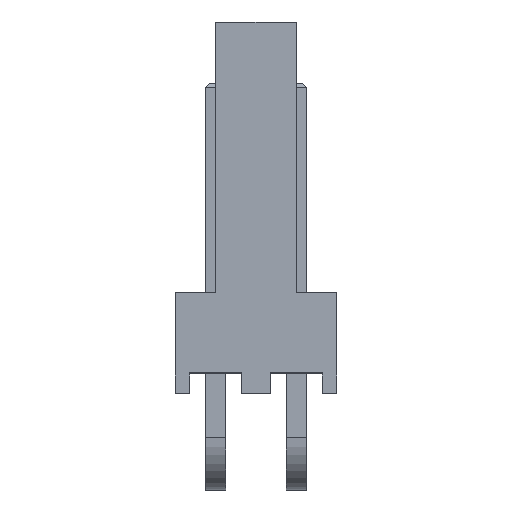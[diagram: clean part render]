
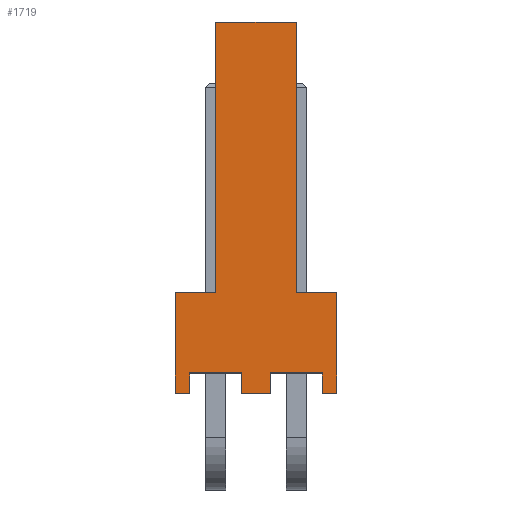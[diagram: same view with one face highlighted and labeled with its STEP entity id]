
A CAD part, top view. The second image highlights one B-rep face of the part: STEP entity #1719.
In plain terms, the highlighted planar face has unit normal (0, 0, 1).
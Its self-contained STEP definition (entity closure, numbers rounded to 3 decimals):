
#1339=CARTESIAN_POINT('',(2.54,5.895,5.842));
#1340=VERTEX_POINT('',#1339);
#1349=CARTESIAN_POINT('',(2.54,2.72,5.842));
#1350=VERTEX_POINT('',#1349);
#1351=CARTESIAN_POINT('',(2.54,2.72,5.842));
#1352=DIRECTION('',(0.0,1.0,0.0));
#1353=VECTOR('',#1352,3.175);
#1354=LINE('',#1351,#1353);
#1355=EDGE_CURVE('',#1350,#1340,#1354,.T.);
#1474=CARTESIAN_POINT('',(2.096,2.72,5.842));
#1475=VERTEX_POINT('',#1474);
#1482=CARTESIAN_POINT('',(2.096,3.355,5.842));
#1483=VERTEX_POINT('',#1482);
#1484=CARTESIAN_POINT('',(2.096,2.72,5.842));
#1485=DIRECTION('',(0.0,1.0,0.0));
#1486=VECTOR('',#1485,0.635);
#1487=LINE('',#1484,#1486);
#1488=EDGE_CURVE('',#1475,#1483,#1487,.T.);
#1506=CARTESIAN_POINT('',(0.445,3.355,5.842));
#1507=VERTEX_POINT('',#1506);
#1508=CARTESIAN_POINT('',(0.445,3.355,5.842));
#1509=DIRECTION('',(1.0,0.0,0.0));
#1510=VECTOR('',#1509,1.651);
#1511=LINE('',#1508,#1510);
#1512=EDGE_CURVE('',#1507,#1483,#1511,.T.);
#1530=CARTESIAN_POINT('',(0.445,2.72,5.842));
#1531=VERTEX_POINT('',#1530);
#1532=CARTESIAN_POINT('',(0.445,2.72,5.842));
#1533=DIRECTION('',(0.0,1.0,0.0));
#1534=VECTOR('',#1533,0.635);
#1535=LINE('',#1532,#1534);
#1536=EDGE_CURVE('',#1531,#1507,#1535,.T.);
#1553=CARTESIAN_POINT('',(-2.095,2.72,5.842));
#1554=VERTEX_POINT('',#1553);
#1555=CARTESIAN_POINT('',(-2.54,2.72,5.842));
#1556=VERTEX_POINT('',#1555);
#1557=CARTESIAN_POINT('',(-2.095,2.72,5.842));
#1558=DIRECTION('',(-1.0,0.0,0.0));
#1559=VECTOR('',#1558,0.445);
#1560=LINE('',#1557,#1559);
#1561=EDGE_CURVE('',#1554,#1556,#1560,.T.);
#1586=CARTESIAN_POINT('',(2.54,2.72,5.842));
#1587=DIRECTION('',(-1.0,0.0,0.0));
#1588=VECTOR('',#1587,0.445);
#1589=LINE('',#1586,#1588);
#1590=EDGE_CURVE('',#1350,#1475,#1589,.T.);
#1601=CARTESIAN_POINT('',(-0.444,2.72,5.842));
#1602=VERTEX_POINT('',#1601);
#1603=CARTESIAN_POINT('',(0.445,2.72,5.842));
#1604=DIRECTION('',(-1.0,0.0,0.0));
#1605=VECTOR('',#1604,0.889);
#1606=LINE('',#1603,#1605);
#1607=EDGE_CURVE('',#1531,#1602,#1606,.T.);
#1625=CARTESIAN_POINT('',(-2.095,3.355,5.842));
#1626=VERTEX_POINT('',#1625);
#1633=CARTESIAN_POINT('',(-2.095,2.72,5.842));
#1634=DIRECTION('',(0.0,1.0,0.0));
#1635=VECTOR('',#1634,0.635);
#1636=LINE('',#1633,#1635);
#1637=EDGE_CURVE('',#1554,#1626,#1636,.T.);
#1644=CARTESIAN_POINT('',(2.794,2.135,5.842));
#1645=DIRECTION('',(0.0,0.0,1.0));
#1646=DIRECTION('',(1.0,0.0,0.0));
#1647=AXIS2_PLACEMENT_3D('',#1644,#1645,#1646);
#1648=PLANE('',#1647);
#1649=ORIENTED_EDGE('',*,*,#1590,.F.);
#1650=ORIENTED_EDGE('',*,*,#1355,.T.);
#1651=CARTESIAN_POINT('',(1.27,5.895,5.842));
#1652=VERTEX_POINT('',#1651);
#1653=CARTESIAN_POINT('',(2.54,5.895,5.842));
#1654=DIRECTION('',(-1.0,0.0,0.0));
#1655=VECTOR('',#1654,1.27);
#1656=LINE('',#1653,#1655);
#1657=EDGE_CURVE('',#1340,#1652,#1656,.T.);
#1658=ORIENTED_EDGE('',*,*,#1657,.T.);
#1659=CARTESIAN_POINT('',(1.27,14.42,5.842));
#1660=VERTEX_POINT('',#1659);
#1661=CARTESIAN_POINT('',(1.27,5.895,5.842));
#1662=DIRECTION('',(0.0,1.0,0.0));
#1663=VECTOR('',#1662,8.525);
#1664=LINE('',#1661,#1663);
#1665=EDGE_CURVE('',#1652,#1660,#1664,.T.);
#1666=ORIENTED_EDGE('',*,*,#1665,.T.);
#1667=CARTESIAN_POINT('',(-1.27,14.42,5.842));
#1668=VERTEX_POINT('',#1667);
#1669=CARTESIAN_POINT('',(1.27,14.42,5.842));
#1670=DIRECTION('',(-1.0,0.0,0.0));
#1671=VECTOR('',#1670,2.54);
#1672=LINE('',#1669,#1671);
#1673=EDGE_CURVE('',#1660,#1668,#1672,.T.);
#1674=ORIENTED_EDGE('',*,*,#1673,.T.);
#1675=CARTESIAN_POINT('',(-1.27,5.895,5.842));
#1676=VERTEX_POINT('',#1675);
#1677=CARTESIAN_POINT('',(-1.27,5.895,5.842));
#1678=DIRECTION('',(0.0,1.0,0.0));
#1679=VECTOR('',#1678,8.525);
#1680=LINE('',#1677,#1679);
#1681=EDGE_CURVE('',#1676,#1668,#1680,.T.);
#1682=ORIENTED_EDGE('',*,*,#1681,.F.);
#1683=CARTESIAN_POINT('',(-2.54,5.895,5.842));
#1684=VERTEX_POINT('',#1683);
#1685=CARTESIAN_POINT('',(-1.27,5.895,5.842));
#1686=DIRECTION('',(-1.0,0.0,0.0));
#1687=VECTOR('',#1686,1.27);
#1688=LINE('',#1685,#1687);
#1689=EDGE_CURVE('',#1676,#1684,#1688,.T.);
#1690=ORIENTED_EDGE('',*,*,#1689,.T.);
#1691=CARTESIAN_POINT('',(-2.54,2.72,5.842));
#1692=DIRECTION('',(0.0,1.0,0.0));
#1693=VECTOR('',#1692,3.175);
#1694=LINE('',#1691,#1693);
#1695=EDGE_CURVE('',#1556,#1684,#1694,.T.);
#1696=ORIENTED_EDGE('',*,*,#1695,.F.);
#1697=ORIENTED_EDGE('',*,*,#1561,.F.);
#1698=ORIENTED_EDGE('',*,*,#1637,.T.);
#1699=CARTESIAN_POINT('',(-0.444,3.355,5.842));
#1700=VERTEX_POINT('',#1699);
#1701=CARTESIAN_POINT('',(-2.095,3.355,5.842));
#1702=DIRECTION('',(1.0,0.0,0.0));
#1703=VECTOR('',#1702,1.651);
#1704=LINE('',#1701,#1703);
#1705=EDGE_CURVE('',#1626,#1700,#1704,.T.);
#1706=ORIENTED_EDGE('',*,*,#1705,.T.);
#1707=CARTESIAN_POINT('',(-0.444,2.72,5.842));
#1708=DIRECTION('',(0.0,1.0,0.0));
#1709=VECTOR('',#1708,0.635);
#1710=LINE('',#1707,#1709);
#1711=EDGE_CURVE('',#1602,#1700,#1710,.T.);
#1712=ORIENTED_EDGE('',*,*,#1711,.F.);
#1713=ORIENTED_EDGE('',*,*,#1607,.F.);
#1714=ORIENTED_EDGE('',*,*,#1536,.T.);
#1715=ORIENTED_EDGE('',*,*,#1512,.T.);
#1716=ORIENTED_EDGE('',*,*,#1488,.F.);
#1717=EDGE_LOOP('',(#1649,#1650,#1658,#1666,#1674,#1682,#1690,#1696,#1697,#1698,#1706,#1712,#1713,#1714,#1715,#1716));
#1718=FACE_OUTER_BOUND('',#1717,.T.);
#1719=ADVANCED_FACE('',(#1718),#1648,.T.);
